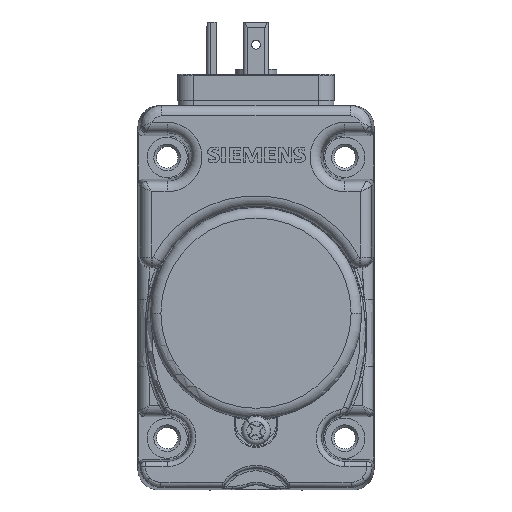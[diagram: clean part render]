
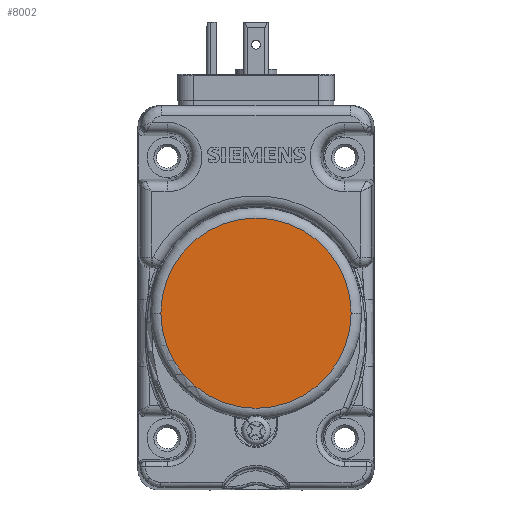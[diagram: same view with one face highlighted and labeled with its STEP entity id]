
A CAD part, top view. The second image highlights one B-rep face of the part: STEP entity #8002.
In plain terms, the highlighted planar face has unit normal (0, 0, 1).
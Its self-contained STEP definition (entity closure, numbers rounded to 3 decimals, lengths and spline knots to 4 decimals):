
#7246 = EDGE_CURVE ( 'NONE', #17705, #24998, #14709, .T. ) ;
#8002 = ADVANCED_FACE ( 'NONE', ( #13271 ), #10371, .T. ) ;
#8329 = DIRECTION ( 'NONE',  ( -1., 0., 0. ) ) ;
#9429 = CARTESIAN_POINT ( 'NONE',  ( 0., -4.6116, 0.8268 ) ) ;
#10371 = PLANE ( 'NONE',  #20819 ) ;
#11460 = AXIS2_PLACEMENT_3D ( 'NONE', #40093, #19604, #8329 ) ;
#11609 = DIRECTION ( 'NONE',  ( -1., 0., 0. ) ) ;
#12159 = ORIENTED_EDGE ( 'NONE', *, *, #35366, .T. ) ;
#13271 = FACE_OUTER_BOUND ( 'NONE', #46529, .T. ) ;
#14709 = CIRCLE ( 'NONE', #47412, 0.7165 ) ;
#15705 = DIRECTION ( 'NONE',  ( 0., 0., 1. ) ) ;
#17705 = VERTEX_POINT ( 'NONE', #32851 ) ;
#18816 = CIRCLE ( 'NONE', #11460, 0.7165 ) ;
#19604 = DIRECTION ( 'NONE',  ( 0., 0., 1. ) ) ;
#20819 = AXIS2_PLACEMENT_3D ( 'NONE', #9429, #44281, #24527 ) ;
#24527 = DIRECTION ( 'NONE',  ( -1., 0., 0. ) ) ;
#24998 = VERTEX_POINT ( 'NONE', #43975 ) ;
#32851 = CARTESIAN_POINT ( 'NONE',  ( -0.7165, -4.6116, 0.8268 ) ) ;
#35366 = EDGE_CURVE ( 'NONE', #24998, #17705, #18816, .T. ) ;
#40093 = CARTESIAN_POINT ( 'NONE',  ( 0., -4.6116, 0.8268 ) ) ;
#43380 = CARTESIAN_POINT ( 'NONE',  ( 0., -4.6116, 0.8268 ) ) ;
#43975 = CARTESIAN_POINT ( 'NONE',  ( 0.7165, -4.6116, 0.8268 ) ) ;
#44281 = DIRECTION ( 'NONE',  ( 0., 0., 1. ) ) ;
#46529 = EDGE_LOOP ( 'NONE', ( #50515, #12159 ) ) ;
#47412 = AXIS2_PLACEMENT_3D ( 'NONE', #43380, #15705, #11609 ) ;
#50515 = ORIENTED_EDGE ( 'NONE', *, *, #7246, .T. ) ;
